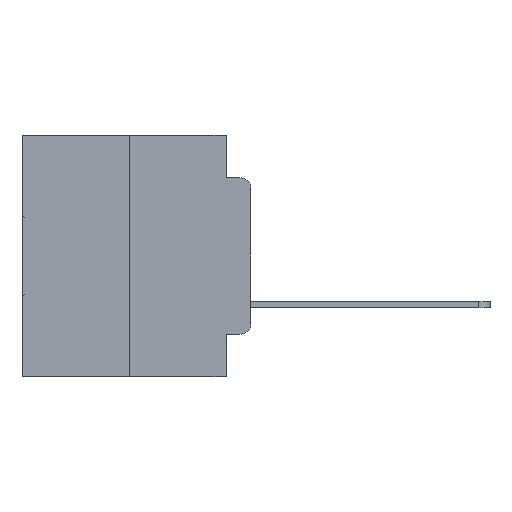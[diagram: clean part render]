
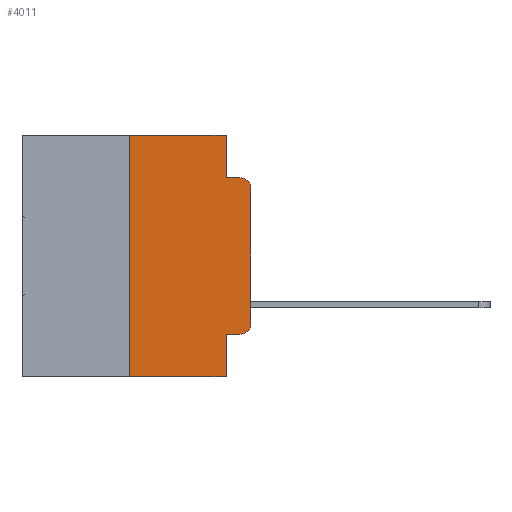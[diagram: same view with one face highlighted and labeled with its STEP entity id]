
A CAD part, left-side view. The second image highlights one B-rep face of the part: STEP entity #4011.
In plain terms, the highlighted planar face has unit normal (-1, 0, 0).
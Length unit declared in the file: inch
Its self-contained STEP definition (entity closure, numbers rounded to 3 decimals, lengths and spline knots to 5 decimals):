
#853 = DIRECTION ( 'NONE',  ( 0., 0., 1. ) ) ;
#888 = EDGE_CURVE ( 'NONE', #23098, #30477, #28804, .T. ) ;
#1116 = VERTEX_POINT ( 'NONE', #17717 ) ;
#2028 = CARTESIAN_POINT ( 'NONE',  ( 0., 0.25, -0.5 ) ) ;
#2177 = VECTOR ( 'NONE', #8848, 39.37008 ) ;
#2668 = VERTEX_POINT ( 'NONE', #17529 ) ;
#3307 = DIRECTION ( 'NONE',  ( 0., 0., -1. ) ) ;
#4011 = ADVANCED_FACE ( 'NONE', ( #14442 ), #16904, .F. ) ;
#4535 = EDGE_LOOP ( 'NONE', ( #6095, #22977, #23976, #18318, #12031, #26095, #29960, #21635, #28984, #11033 ) ) ;
#4628 = EDGE_CURVE ( 'NONE', #30560, #2668, #14174, .T. ) ;
#4972 = VERTEX_POINT ( 'NONE', #2028 ) ;
#5078 = CARTESIAN_POINT ( 'NONE',  ( 0., 0.25, 0. ) ) ;
#5096 = VECTOR ( 'NONE', #10082, 39.37008 ) ;
#5582 = VECTOR ( 'NONE', #6329, 39.37008 ) ;
#5794 = AXIS2_PLACEMENT_3D ( 'NONE', #11719, #30436, #16233 ) ;
#5813 = CARTESIAN_POINT ( 'NONE',  ( 0., 0.02, -0.1085 ) ) ;
#5977 = LINE ( 'NONE', #15492, #29440 ) ;
#6095 = ORIENTED_EDGE ( 'NONE', *, *, #15682, .T. ) ;
#6329 = DIRECTION ( 'NONE',  ( 0., -1., 0. ) ) ;
#6886 = VERTEX_POINT ( 'NONE', #22704 ) ;
#7083 = DIRECTION ( 'NONE',  ( 1., 0., 0. ) ) ;
#7389 = DIRECTION ( 'NONE',  ( 0., 0., -1. ) ) ;
#7714 = EDGE_CURVE ( 'NONE', #1116, #2668, #11107, .T. ) ;
#8347 = CARTESIAN_POINT ( 'NONE',  ( 0., 0., -0.1085 ) ) ;
#8760 = DIRECTION ( 'NONE',  ( 0., -1., 0. ) ) ;
#8848 = DIRECTION ( 'NONE',  ( 0., 0., -1. ) ) ;
#10082 = DIRECTION ( 'NONE',  ( 0., -1., 0. ) ) ;
#10203 = DIRECTION ( 'NONE',  ( 0., 0., 1. ) ) ;
#10289 = VERTEX_POINT ( 'NONE', #21242 ) ;
#11033 = ORIENTED_EDGE ( 'NONE', *, *, #12943, .T. ) ;
#11107 = LINE ( 'NONE', #18565, #21421 ) ;
#11719 = CARTESIAN_POINT ( 'NONE',  ( 0., 0.02, -0.3915 ) ) ;
#12031 = ORIENTED_EDGE ( 'NONE', *, *, #23248, .F. ) ;
#12832 = DIRECTION ( 'NONE',  ( -1., 0., 0. ) ) ;
#12943 = EDGE_CURVE ( 'NONE', #30477, #18885, #16723, .T. ) ;
#14174 = CIRCLE ( 'NONE', #14666, 0.02 ) ;
#14219 = EDGE_CURVE ( 'NONE', #23098, #14745, #26049, .T. ) ;
#14442 = FACE_OUTER_BOUND ( 'NONE', #4535, .T. ) ;
#14666 = AXIS2_PLACEMENT_3D ( 'NONE', #5813, #12832, #3307 ) ;
#14745 = VERTEX_POINT ( 'NONE', #26787 ) ;
#14890 = CARTESIAN_POINT ( 'NONE',  ( 0., 0., 0. ) ) ;
#15492 = CARTESIAN_POINT ( 'NONE',  ( 0., 0.473, -0.5 ) ) ;
#15682 = EDGE_CURVE ( 'NONE', #18885, #30560, #17044, .T. ) ;
#16233 = DIRECTION ( 'NONE',  ( 0., 0., -1. ) ) ;
#16723 = CIRCLE ( 'NONE', #5794, 0.02 ) ;
#16754 = CARTESIAN_POINT ( 'NONE',  ( 0., 0.473, 0. ) ) ;
#16904 = PLANE ( 'NONE',  #24581 ) ;
#17044 = LINE ( 'NONE', #14890, #22775 ) ;
#17529 = CARTESIAN_POINT ( 'NONE',  ( 0., 0.02, -0.0885 ) ) ;
#17566 = CARTESIAN_POINT ( 'NONE',  ( 0., 0.051, -0.4115 ) ) ;
#17717 = CARTESIAN_POINT ( 'NONE',  ( 0., 0.051, -0.0885 ) ) ;
#18318 = ORIENTED_EDGE ( 'NONE', *, *, #30375, .F. ) ;
#18565 = CARTESIAN_POINT ( 'NONE',  ( 0., 0.051, -0.0885 ) ) ;
#18806 = LINE ( 'NONE', #25358, #2177 ) ;
#18885 = VERTEX_POINT ( 'NONE', #22765 ) ;
#20377 = EDGE_CURVE ( 'NONE', #4972, #14745, #5977, .T. ) ;
#21205 = CARTESIAN_POINT ( 'NONE',  ( 0., 0.051, 0. ) ) ;
#21242 = CARTESIAN_POINT ( 'NONE',  ( 0., 0.051, 0. ) ) ;
#21421 = VECTOR ( 'NONE', #8760, 39.37008 ) ;
#21635 = ORIENTED_EDGE ( 'NONE', *, *, #14219, .F. ) ;
#21766 = EDGE_CURVE ( 'NONE', #4972, #6886, #24252, .T. ) ;
#22704 = CARTESIAN_POINT ( 'NONE',  ( 0., 0.25, 0. ) ) ;
#22765 = CARTESIAN_POINT ( 'NONE',  ( 0., 0., -0.3915 ) ) ;
#22775 = VECTOR ( 'NONE', #10203, 39.37008 ) ;
#22977 = ORIENTED_EDGE ( 'NONE', *, *, #4628, .T. ) ;
#23098 = VERTEX_POINT ( 'NONE', #17566 ) ;
#23248 = EDGE_CURVE ( 'NONE', #6886, #10289, #27392, .T. ) ;
#23938 = CARTESIAN_POINT ( 'NONE',  ( 0., 0.051, -0.4115 ) ) ;
#23976 = ORIENTED_EDGE ( 'NONE', *, *, #7714, .F. ) ;
#24252 = LINE ( 'NONE', #5078, #28488 ) ;
#24581 = AXIS2_PLACEMENT_3D ( 'NONE', #16754, #7083, #7389 ) ;
#24978 = DIRECTION ( 'NONE',  ( 0., -1., 0. ) ) ;
#25358 = CARTESIAN_POINT ( 'NONE',  ( 0., 0.051, 0. ) ) ;
#25892 = DIRECTION ( 'NONE',  ( 0., 0., -1. ) ) ;
#26049 = LINE ( 'NONE', #21205, #29744 ) ;
#26095 = ORIENTED_EDGE ( 'NONE', *, *, #21766, .F. ) ;
#26275 = CARTESIAN_POINT ( 'NONE',  ( 0., 0.02, -0.4115 ) ) ;
#26787 = CARTESIAN_POINT ( 'NONE',  ( 0., 0.051, -0.5 ) ) ;
#27392 = LINE ( 'NONE', #30346, #5582 ) ;
#28488 = VECTOR ( 'NONE', #853, 39.37008 ) ;
#28804 = LINE ( 'NONE', #23938, #5096 ) ;
#28984 = ORIENTED_EDGE ( 'NONE', *, *, #888, .T. ) ;
#29440 = VECTOR ( 'NONE', #24978, 39.37008 ) ;
#29744 = VECTOR ( 'NONE', #25892, 39.37008 ) ;
#29960 = ORIENTED_EDGE ( 'NONE', *, *, #20377, .T. ) ;
#30346 = CARTESIAN_POINT ( 'NONE',  ( 0., 0.473, 0. ) ) ;
#30375 = EDGE_CURVE ( 'NONE', #10289, #1116, #18806, .T. ) ;
#30436 = DIRECTION ( 'NONE',  ( -1., 0., 0. ) ) ;
#30477 = VERTEX_POINT ( 'NONE', #26275 ) ;
#30560 = VERTEX_POINT ( 'NONE', #8347 ) ;
